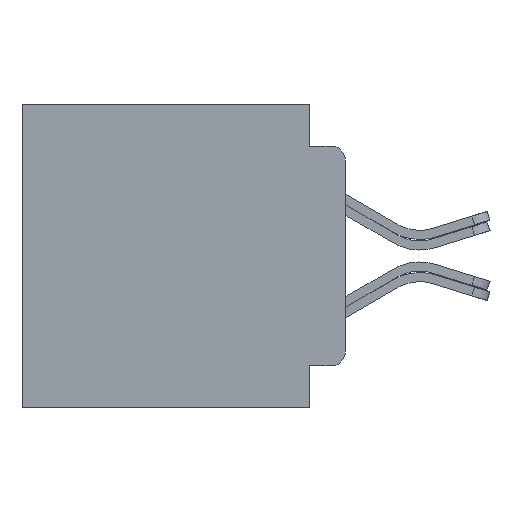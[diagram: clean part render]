
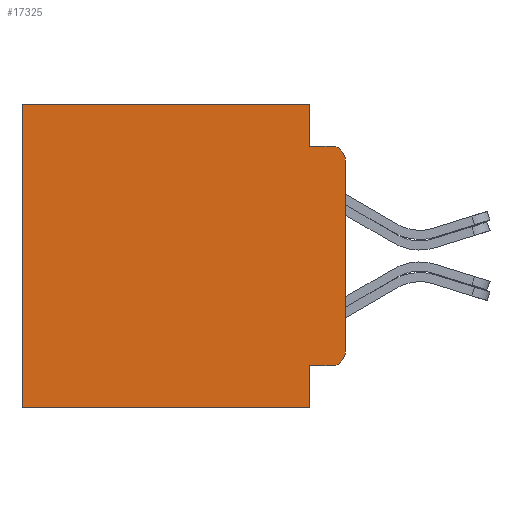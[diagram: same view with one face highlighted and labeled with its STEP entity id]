
A CAD part, left-side view. The second image highlights one B-rep face of the part: STEP entity #17325.
In plain terms, the highlighted planar face has unit normal (-1, 0, 0).
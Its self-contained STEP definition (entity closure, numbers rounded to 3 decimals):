
#100 = DIRECTION ( 'NONE',  ( 0., 0., -1. ) ) ;
#135 = LINE ( 'NONE', #14451, #12510 ) ;
#895 = DIRECTION ( 'NONE',  ( 0., 1., 0. ) ) ;
#944 = CIRCLE ( 'NONE', #2037, 0.508 ) ;
#1263 = CARTESIAN_POINT ( 'NONE',  ( -67.462, 0., -5.486 ) ) ;
#1852 = VECTOR ( 'NONE', #895, 1000. ) ;
#2014 = CIRCLE ( 'NONE', #2452, 0.508 ) ;
#2037 = AXIS2_PLACEMENT_3D ( 'NONE', #6430, #10581, #6241 ) ;
#2200 = DIRECTION ( 'NONE',  ( 0., 0., -1. ) ) ;
#2452 = AXIS2_PLACEMENT_3D ( 'NONE', #2992, #13958, #24883 ) ;
#2675 = CARTESIAN_POINT ( 'NONE',  ( -67.462, 0., -5.486 ) ) ;
#2992 = CARTESIAN_POINT ( 'NONE',  ( -67.462, 0.508, 3.467 ) ) ;
#3180 = EDGE_CURVE ( 'NONE', #13673, #6244, #135, .T. ) ;
#3543 = CARTESIAN_POINT ( 'NONE',  ( -67.462, 0., -3.467 ) ) ;
#4144 = CARTESIAN_POINT ( 'NONE',  ( -67.462, 0.508, 3.975 ) ) ;
#4325 = VERTEX_POINT ( 'NONE', #25011 ) ;
#4412 = CARTESIAN_POINT ( 'NONE',  ( -67.462, 1.295, 0. ) ) ;
#4415 = CARTESIAN_POINT ( 'NONE',  ( -67.462, 11.684, -5.486 ) ) ;
#5350 = CARTESIAN_POINT ( 'NONE',  ( -67.462, 0., 3.467 ) ) ;
#5405 = VECTOR ( 'NONE', #12490, 1000. ) ;
#5867 = ORIENTED_EDGE ( 'NONE', *, *, #9437, .T. ) ;
#6241 = DIRECTION ( 'NONE',  ( 0., 0., -1. ) ) ;
#6244 = VERTEX_POINT ( 'NONE', #4144 ) ;
#6430 = CARTESIAN_POINT ( 'NONE',  ( -67.462, 0.508, -3.467 ) ) ;
#6623 = DIRECTION ( 'NONE',  ( 0., 0., -1. ) ) ;
#6740 = EDGE_CURVE ( 'NONE', #14288, #10086, #13991, .T. ) ;
#6814 = EDGE_CURVE ( 'NONE', #17477, #10086, #944, .T. ) ;
#7419 = VERTEX_POINT ( 'NONE', #23493 ) ;
#7893 = CARTESIAN_POINT ( 'NONE',  ( -67.462, 1.295, -3.975 ) ) ;
#9437 = EDGE_CURVE ( 'NONE', #14288, #6244, #2014, .T. ) ;
#10086 = VERTEX_POINT ( 'NONE', #3543 ) ;
#10254 = ORIENTED_EDGE ( 'NONE', *, *, #10364, .F. ) ;
#10323 = VECTOR ( 'NONE', #6623, 1000. ) ;
#10364 = EDGE_CURVE ( 'NONE', #27485, #7419, #24266, .T. ) ;
#10581 = DIRECTION ( 'NONE',  ( -1., 0., 0. ) ) ;
#11546 = DIRECTION ( 'NONE',  ( 0., 1., 0. ) ) ;
#11774 = VERTEX_POINT ( 'NONE', #14993 ) ;
#12126 = CARTESIAN_POINT ( 'NONE',  ( -67.462, 0., 5.486 ) ) ;
#12176 = EDGE_CURVE ( 'NONE', #4325, #13694, #26553, .T. ) ;
#12345 = ORIENTED_EDGE ( 'NONE', *, *, #17128, .T. ) ;
#12490 = DIRECTION ( 'NONE',  ( 0., 0., -1. ) ) ;
#12510 = VECTOR ( 'NONE', #28144, 1000. ) ;
#12571 = VECTOR ( 'NONE', #11546, 1000. ) ;
#12812 = CARTESIAN_POINT ( 'NONE',  ( -67.462, 1.295, 3.975 ) ) ;
#13261 = LINE ( 'NONE', #2675, #12571 ) ;
#13649 = VECTOR ( 'NONE', #2200, 1000. ) ;
#13673 = VERTEX_POINT ( 'NONE', #12812 ) ;
#13694 = VERTEX_POINT ( 'NONE', #23559 ) ;
#13958 = DIRECTION ( 'NONE',  ( -1., 0., 0. ) ) ;
#13991 = LINE ( 'NONE', #1263, #5405 ) ;
#14288 = VERTEX_POINT ( 'NONE', #5350 ) ;
#14451 = CARTESIAN_POINT ( 'NONE',  ( -67.462, 1.295, 3.975 ) ) ;
#14517 = LINE ( 'NONE', #4412, #24101 ) ;
#14754 = FACE_OUTER_BOUND ( 'NONE', #22431, .T. ) ;
#14993 = CARTESIAN_POINT ( 'NONE',  ( -67.462, 11.684, -5.486 ) ) ;
#15225 = EDGE_CURVE ( 'NONE', #4325, #13673, #14517, .T. ) ;
#15943 = CARTESIAN_POINT ( 'NONE',  ( -67.462, 0., -5.486 ) ) ;
#16143 = ORIENTED_EDGE ( 'NONE', *, *, #6740, .F. ) ;
#16474 = EDGE_CURVE ( 'NONE', #27485, #17477, #25773, .T. ) ;
#16840 = LINE ( 'NONE', #4415, #10323 ) ;
#17110 = CARTESIAN_POINT ( 'NONE',  ( -67.462, 1.295, -3.975 ) ) ;
#17128 = EDGE_CURVE ( 'NONE', #13694, #11774, #16840, .T. ) ;
#17325 = ADVANCED_FACE ( 'NONE', ( #14754 ), #26779, .F. ) ;
#17477 = VERTEX_POINT ( 'NONE', #18942 ) ;
#18591 = ORIENTED_EDGE ( 'NONE', *, *, #16474, .T. ) ;
#18942 = CARTESIAN_POINT ( 'NONE',  ( -67.462, 0.508, -3.975 ) ) ;
#19422 = ORIENTED_EDGE ( 'NONE', *, *, #12176, .T. ) ;
#19430 = DIRECTION ( 'NONE',  ( 0., -1., 0. ) ) ;
#19541 = AXIS2_PLACEMENT_3D ( 'NONE', #15943, #26589, #26683 ) ;
#19746 = EDGE_CURVE ( 'NONE', #7419, #11774, #13261, .T. ) ;
#21025 = ORIENTED_EDGE ( 'NONE', *, *, #6814, .T. ) ;
#21205 = ORIENTED_EDGE ( 'NONE', *, *, #19746, .F. ) ;
#22431 = EDGE_LOOP ( 'NONE', ( #18591, #21025, #16143, #5867, #26458, #25596, #19422, #12345, #21205, #10254 ) ) ;
#23493 = CARTESIAN_POINT ( 'NONE',  ( -67.462, 1.295, -5.486 ) ) ;
#23559 = CARTESIAN_POINT ( 'NONE',  ( -67.462, 11.684, 5.486 ) ) ;
#24101 = VECTOR ( 'NONE', #100, 1000. ) ;
#24266 = LINE ( 'NONE', #25968, #13649 ) ;
#24883 = DIRECTION ( 'NONE',  ( 0., 0., -1. ) ) ;
#25011 = CARTESIAN_POINT ( 'NONE',  ( -67.462, 1.295, 5.486 ) ) ;
#25089 = VECTOR ( 'NONE', #19430, 1000. ) ;
#25596 = ORIENTED_EDGE ( 'NONE', *, *, #15225, .F. ) ;
#25773 = LINE ( 'NONE', #17110, #25089 ) ;
#25968 = CARTESIAN_POINT ( 'NONE',  ( -67.462, 1.295, 0. ) ) ;
#26458 = ORIENTED_EDGE ( 'NONE', *, *, #3180, .F. ) ;
#26553 = LINE ( 'NONE', #12126, #1852 ) ;
#26589 = DIRECTION ( 'NONE',  ( 1., 0., 0. ) ) ;
#26683 = DIRECTION ( 'NONE',  ( 0., 0., -1. ) ) ;
#26779 = PLANE ( 'NONE',  #19541 ) ;
#27485 = VERTEX_POINT ( 'NONE', #7893 ) ;
#28144 = DIRECTION ( 'NONE',  ( 0., -1., 0. ) ) ;
